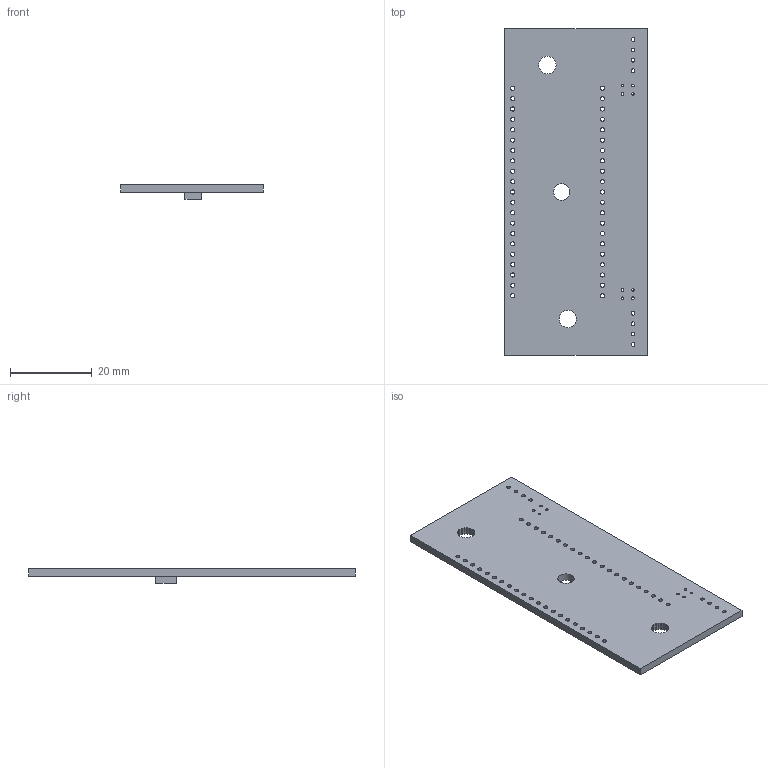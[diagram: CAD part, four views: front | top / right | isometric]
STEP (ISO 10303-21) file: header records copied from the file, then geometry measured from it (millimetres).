
FILE_DESCRIPTION(('Open CASCADE Model'),'2;1');
FILE_NAME('Open CASCADE Shape Model','2012-07-30T13:58:33',('Author'),( 'Open CASCADE'),'Open CASCADE STEP processor 6.2','Open CASCADE 6.2' ,'Unknown');
FILE_SCHEMA(('AUTOMOTIVE_DESIGN { 1 0 10303 214 1 1 1 1 }'));
Length unit declared in the file: millimetre
Products named in the file (5): PCB; Board; U3; 1215668048; Extruded
Assembly tree (4 placements, depth 4):
  PCB
    Board
    U3
      1215668048
        Extruded
Bounding box: 35 x 80 x 3.63 mm (x, y, z)
Volume: 5157 mm3; surface area: 6339.6 mm2
Topology: 2 solids, 2 shells, 139 faces, 405 edges, 270 vertices
Faces by surface type: plane 80, cylinder 59
Full cylindrical faces by diameter (mm): 0.635 x8, 0.9 x8, 1.016 x42, 4 x1
Entity records: 10582 total; most frequent: CARTESIAN_POINT 2337, DIRECTION 1503, LINE 979, VECTOR 979, ORIENTED_EDGE 810, PCURVE 810, DEFINITIONAL_REPRESENTATION 810, EDGE_CURVE 405
